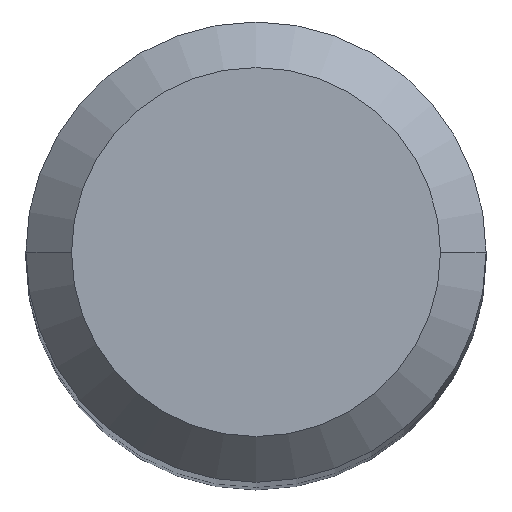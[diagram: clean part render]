
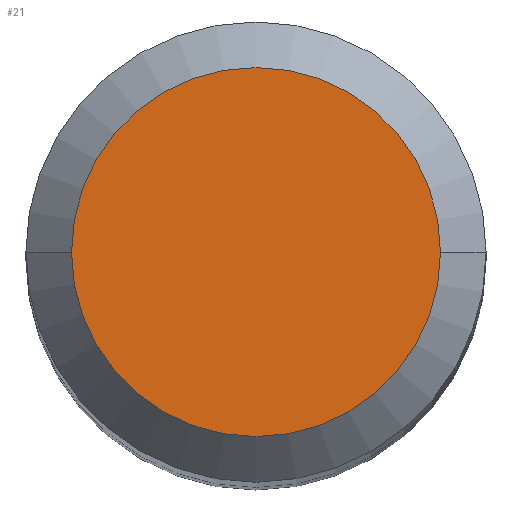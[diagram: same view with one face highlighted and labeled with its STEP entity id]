
A CAD part, top view. The second image highlights one B-rep face of the part: STEP entity #21.
In plain terms, the highlighted planar face has unit normal (0, 0, 1).
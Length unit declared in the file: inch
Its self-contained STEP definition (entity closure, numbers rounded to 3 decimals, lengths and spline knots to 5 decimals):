
#14 = CIRCLE ( 'NONE', #108, 0.12625 ) ;
#21 = ADVANCED_FACE ( 'NONE', ( #232 ), #383, .F. ) ;
#68 = DIRECTION ( 'NONE',  ( 1., 0., 0. ) ) ;
#69 = DIRECTION ( 'NONE',  ( 0., 0., 1. ) ) ;
#71 = EDGE_CURVE ( 'NONE', #160, #107, #14, .T. ) ;
#73 = AXIS2_PLACEMENT_3D ( 'NONE', #172, #86, #296 ) ;
#86 = DIRECTION ( 'NONE',  ( 0., 0., -1. ) ) ;
#88 = DIRECTION ( 'NONE',  ( 1., 0., 0. ) ) ;
#107 = VERTEX_POINT ( 'NONE', #358 ) ;
#108 = AXIS2_PLACEMENT_3D ( 'NONE', #174, #357, #88 ) ;
#122 = CIRCLE ( 'NONE', #329, 0.12625 ) ;
#139 = ORIENTED_EDGE ( 'NONE', *, *, #71, .T. ) ;
#142 = CARTESIAN_POINT ( 'NONE',  ( 0.12625, 0., 0. ) ) ;
#160 = VERTEX_POINT ( 'NONE', #142 ) ;
#166 = ORIENTED_EDGE ( 'NONE', *, *, #189, .T. ) ;
#172 = CARTESIAN_POINT ( 'NONE',  ( 0., 0., 0. ) ) ;
#174 = CARTESIAN_POINT ( 'NONE',  ( 0., 0., 0. ) ) ;
#189 = EDGE_CURVE ( 'NONE', #107, #160, #122, .T. ) ;
#197 = EDGE_LOOP ( 'NONE', ( #166, #139 ) ) ;
#232 = FACE_OUTER_BOUND ( 'NONE', #197, .T. ) ;
#282 = CARTESIAN_POINT ( 'NONE',  ( 0., 0., 0. ) ) ;
#296 = DIRECTION ( 'NONE',  ( -1., 0., 0. ) ) ;
#329 = AXIS2_PLACEMENT_3D ( 'NONE', #282, #69, #68 ) ;
#357 = DIRECTION ( 'NONE',  ( 0., 0., 1. ) ) ;
#358 = CARTESIAN_POINT ( 'NONE',  ( -0.12625, 0., 0. ) ) ;
#383 = PLANE ( 'NONE',  #73 ) ;
